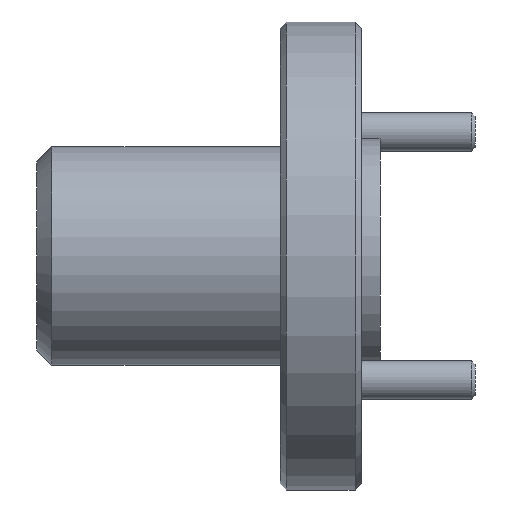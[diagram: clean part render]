
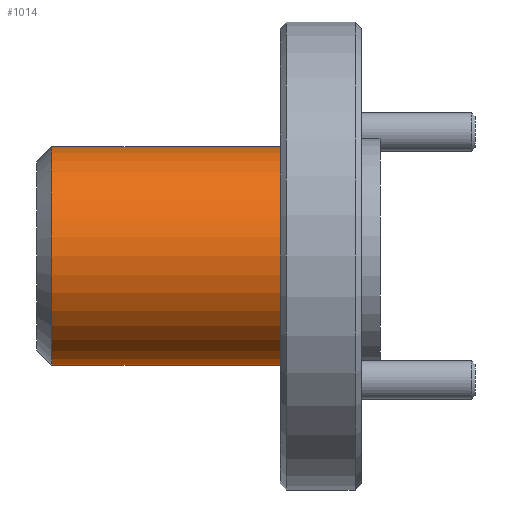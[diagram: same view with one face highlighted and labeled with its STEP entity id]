
A CAD part, front view. The second image highlights one B-rep face of the part: STEP entity #1014.
In plain terms, the highlighted cylindrical face has radius 4.45 mm (diameter 8.9 mm), a partial arc.
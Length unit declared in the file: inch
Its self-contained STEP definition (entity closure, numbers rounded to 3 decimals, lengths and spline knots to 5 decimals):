
#156 = CARTESIAN_POINT ( 'NONE',  ( -0.23765, 0.43052, 0.53201 ) ) ;
#186 = DIRECTION ( 'NONE',  ( -1., 0., 0. ) ) ;
#214 = VERTEX_POINT ( 'NONE', #523 ) ;
#277 = CIRCLE ( 'NONE', #1767, 0.17519 ) ;
#310 = DIRECTION ( 'NONE',  ( 0., 0., 1. ) ) ;
#384 = CIRCLE ( 'NONE', #835, 0.17519 ) ;
#421 = VERTEX_POINT ( 'NONE', #1565 ) ;
#523 = CARTESIAN_POINT ( 'NONE',  ( -0.21346, 0.43052, 0.7072 ) ) ;
#614 = CYLINDRICAL_SURFACE ( 'NONE', #1285, 0.17519 ) ;
#616 = CARTESIAN_POINT ( 'NONE',  ( 0.15235, 0.43052, 0.7072 ) ) ;
#634 = LINE ( 'NONE', #1157, #1488 ) ;
#737 = EDGE_CURVE ( 'NONE', #421, #846, #1802, .T. ) ;
#784 = ORIENTED_EDGE ( 'NONE', *, *, #737, .F. ) ;
#835 = AXIS2_PLACEMENT_3D ( 'NONE', #1705, #1043, #1207 ) ;
#846 = VERTEX_POINT ( 'NONE', #1906 ) ;
#1003 = EDGE_CURVE ( 'NONE', #1395, #214, #634, .T. ) ;
#1014 = ADVANCED_FACE ( 'NONE', ( #1857 ), #614, .T. ) ;
#1034 = ORIENTED_EDGE ( 'NONE', *, *, #1479, .T. ) ;
#1043 = DIRECTION ( 'NONE',  ( 1., 0., 0. ) ) ;
#1157 = CARTESIAN_POINT ( 'NONE',  ( -0.23765, 0.43052, 0.7072 ) ) ;
#1207 = DIRECTION ( 'NONE',  ( 0., 0., -1. ) ) ;
#1214 = EDGE_CURVE ( 'NONE', #214, #846, #384, .T. ) ;
#1285 = AXIS2_PLACEMENT_3D ( 'NONE', #156, #1814, #1314 ) ;
#1292 = DIRECTION ( 'NONE',  ( -1., 0., 0. ) ) ;
#1314 = DIRECTION ( 'NONE',  ( 0., 0., 1. ) ) ;
#1395 = VERTEX_POINT ( 'NONE', #616 ) ;
#1471 = ORIENTED_EDGE ( 'NONE', *, *, #1214, .T. ) ;
#1479 = EDGE_CURVE ( 'NONE', #421, #1395, #277, .T. ) ;
#1488 = VECTOR ( 'NONE', #1496, 39.37008 ) ;
#1494 = CARTESIAN_POINT ( 'NONE',  ( -0.23765, 0.43052, 0.35682 ) ) ;
#1496 = DIRECTION ( 'NONE',  ( -1., 0., 0. ) ) ;
#1534 = VECTOR ( 'NONE', #186, 39.37008 ) ;
#1565 = CARTESIAN_POINT ( 'NONE',  ( 0.15235, 0.43052, 0.35682 ) ) ;
#1597 = CARTESIAN_POINT ( 'NONE',  ( 0.15235, 0.43052, 0.53201 ) ) ;
#1647 = ORIENTED_EDGE ( 'NONE', *, *, #1003, .T. ) ;
#1705 = CARTESIAN_POINT ( 'NONE',  ( -0.21346, 0.43052, 0.53201 ) ) ;
#1767 = AXIS2_PLACEMENT_3D ( 'NONE', #1597, #1292, #310 ) ;
#1802 = LINE ( 'NONE', #1494, #1534 ) ;
#1814 = DIRECTION ( 'NONE',  ( -1., 0., 0. ) ) ;
#1857 = FACE_OUTER_BOUND ( 'NONE', #1904, .T. ) ;
#1904 = EDGE_LOOP ( 'NONE', ( #784, #1034, #1647, #1471 ) ) ;
#1906 = CARTESIAN_POINT ( 'NONE',  ( -0.21346, 0.43052, 0.35682 ) ) ;
